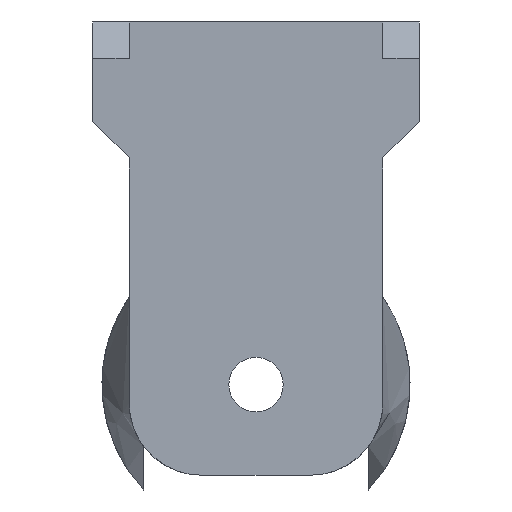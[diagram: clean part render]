
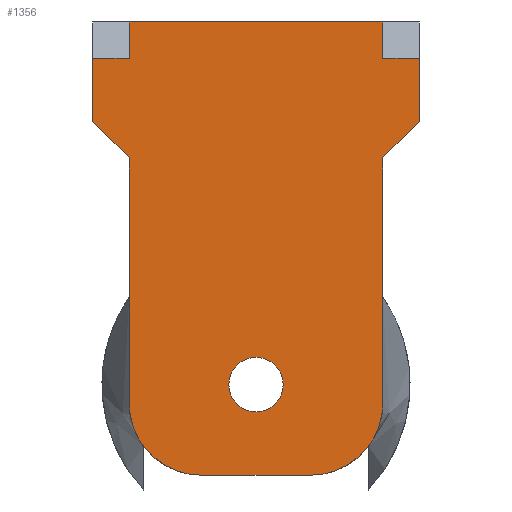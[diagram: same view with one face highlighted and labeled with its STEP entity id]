
A CAD part, front view. The second image highlights one B-rep face of the part: STEP entity #1356.
In plain terms, the highlighted planar face has unit normal (0, -1, 0).
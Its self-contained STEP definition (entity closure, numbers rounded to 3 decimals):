
#20=FACE_BOUND('',#208,.T.);
#70=CIRCLE('',#1478,4.);
#71=CIRCLE('',#1481,4.);
#72=CIRCLE('',#1483,1.5);
#135=FACE_OUTER_BOUND('',#207,.T.);
#207=EDGE_LOOP('',(#1152,#1153,#1154,#1155,#1156,#1157,#1158,#1159,#1160,
#1161,#1162,#1163,#1164,#1165));
#208=EDGE_LOOP('',(#1166));
#321=LINE('',#2258,#460);
#327=LINE('',#2270,#466);
#328=LINE('',#2273,#467);
#331=LINE('',#2278,#470);
#335=LINE('',#2286,#474);
#336=LINE('',#2289,#475);
#341=LINE('',#2299,#480);
#348=LINE('',#2314,#487);
#350=LINE('',#2320,#489);
#351=LINE('',#2321,#490);
#352=LINE('',#2322,#491);
#353=LINE('',#2323,#492);
#460=VECTOR('',#1773,10.);
#466=VECTOR('',#1781,10.);
#467=VECTOR('',#1784,10.);
#470=VECTOR('',#1789,10.);
#474=VECTOR('',#1795,10.);
#475=VECTOR('',#1798,10.);
#480=VECTOR('',#1805,10.);
#487=VECTOR('',#1818,10.);
#489=VECTOR('',#1826,10.);
#490=VECTOR('',#1827,10.);
#491=VECTOR('',#1828,10.);
#492=VECTOR('',#1829,10.);
#622=VERTEX_POINT('',#2254);
#624=VERTEX_POINT('',#2257);
#627=VERTEX_POINT('',#2264);
#629=VERTEX_POINT('',#2268);
#630=VERTEX_POINT('',#2272);
#631=VERTEX_POINT('',#2276);
#634=VERTEX_POINT('',#2284);
#635=VERTEX_POINT('',#2288);
#638=VERTEX_POINT('',#2296);
#639=VERTEX_POINT('',#2298);
#641=VERTEX_POINT('',#2304);
#642=VERTEX_POINT('',#2308);
#644=VERTEX_POINT('',#2312);
#645=VERTEX_POINT('',#2316);
#646=VERTEX_POINT('',#2324);
#798=EDGE_CURVE('',#624,#622,#321,.T.);
#804=EDGE_CURVE('',#627,#629,#327,.T.);
#805=EDGE_CURVE('',#630,#627,#328,.T.);
#808=EDGE_CURVE('',#622,#631,#331,.T.);
#812=EDGE_CURVE('',#629,#634,#335,.T.);
#813=EDGE_CURVE('',#635,#624,#336,.T.);
#818=EDGE_CURVE('',#638,#639,#341,.T.);
#822=EDGE_CURVE('',#641,#638,#70,.F.);
#826=EDGE_CURVE('',#642,#644,#348,.T.);
#827=EDGE_CURVE('',#642,#645,#71,.F.);
#829=EDGE_CURVE('',#639,#634,#350,.F.);
#830=EDGE_CURVE('',#641,#645,#351,.T.);
#831=EDGE_CURVE('',#635,#644,#352,.F.);
#832=EDGE_CURVE('',#631,#630,#353,.T.);
#833=EDGE_CURVE('',#646,#646,#72,.T.);
#1152=ORIENTED_EDGE('',*,*,#804,.T.);
#1153=ORIENTED_EDGE('',*,*,#812,.T.);
#1154=ORIENTED_EDGE('',*,*,#829,.F.);
#1155=ORIENTED_EDGE('',*,*,#818,.F.);
#1156=ORIENTED_EDGE('',*,*,#822,.F.);
#1157=ORIENTED_EDGE('',*,*,#830,.T.);
#1158=ORIENTED_EDGE('',*,*,#827,.F.);
#1159=ORIENTED_EDGE('',*,*,#826,.T.);
#1160=ORIENTED_EDGE('',*,*,#831,.F.);
#1161=ORIENTED_EDGE('',*,*,#813,.T.);
#1162=ORIENTED_EDGE('',*,*,#798,.T.);
#1163=ORIENTED_EDGE('',*,*,#808,.T.);
#1164=ORIENTED_EDGE('',*,*,#832,.T.);
#1165=ORIENTED_EDGE('',*,*,#805,.T.);
#1166=ORIENTED_EDGE('',*,*,#833,.T.);
#1290=PLANE('',#1482);
#1356=ADVANCED_FACE('',(#135,#20),#1290,.F.);
#1478=AXIS2_PLACEMENT_3D('',#2306,#1811,#1812);
#1481=AXIS2_PLACEMENT_3D('',#2317,#1821,#1822);
#1482=AXIS2_PLACEMENT_3D('',#2319,#1824,#1825);
#1483=AXIS2_PLACEMENT_3D('',#2325,#1830,#1831);
#1773=DIRECTION('',(-1.,0.,0.));
#1781=DIRECTION('',(-1.,0.,0.));
#1784=DIRECTION('',(0.,0.,-1.));
#1789=DIRECTION('',(0.,0.,1.));
#1795=DIRECTION('',(0.,0.,-1.));
#1798=DIRECTION('',(0.,0.,1.));
#1805=DIRECTION('',(0.,0.,1.));
#1811=DIRECTION('center_axis',(0.,-1.,0.));
#1812=DIRECTION('ref_axis',(-0.707,0.,-0.707));
#1818=DIRECTION('',(0.,0.,1.));
#1821=DIRECTION('center_axis',(0.,-1.,0.));
#1822=DIRECTION('ref_axis',(0.707,0.,-0.707));
#1824=DIRECTION('center_axis',(0.,1.,0.));
#1825=DIRECTION('ref_axis',(0.,0.,1.));
#1826=DIRECTION('',(0.707,0.,-0.707));
#1827=DIRECTION('',(1.,0.,0.));
#1828=DIRECTION('',(0.707,0.,0.707));
#1829=DIRECTION('',(-1.,0.,0.));
#1830=DIRECTION('center_axis',(0.,1.,0.));
#1831=DIRECTION('ref_axis',(0.,0.,-1.));
#2254=CARTESIAN_POINT('',(18.558,3.2,5.692));
#2257=CARTESIAN_POINT('',(20.558,3.2,5.692));
#2258=CARTESIAN_POINT('',(16.058,3.2,5.692));
#2264=CARTESIAN_POINT('',(4.558,3.2,5.692));
#2268=CARTESIAN_POINT('',(2.558,3.2,5.692));
#2270=CARTESIAN_POINT('',(8.058,3.2,5.692));
#2272=CARTESIAN_POINT('',(4.558,3.2,7.692));
#2273=CARTESIAN_POINT('',(4.558,3.2,3.692));
#2276=CARTESIAN_POINT('',(18.558,3.2,7.692));
#2278=CARTESIAN_POINT('',(18.558,3.2,2.692));
#2284=CARTESIAN_POINT('',(2.558,3.2,2.192));
#2286=CARTESIAN_POINT('',(2.558,3.2,-11.31));
#2288=CARTESIAN_POINT('',(20.558,3.2,2.192));
#2289=CARTESIAN_POINT('',(20.558,3.2,1.19));
#2296=CARTESIAN_POINT('',(4.558,3.2,-13.308));
#2298=CARTESIAN_POINT('',(4.558,3.2,0.192));
#2299=CARTESIAN_POINT('',(4.558,3.2,-17.308));
#2304=CARTESIAN_POINT('',(8.558,3.2,-17.308));
#2306=CARTESIAN_POINT('Origin',(8.558,3.2,-13.308));
#2308=CARTESIAN_POINT('',(18.558,3.2,-13.308));
#2312=CARTESIAN_POINT('',(18.558,3.2,0.192));
#2314=CARTESIAN_POINT('',(18.558,3.2,-17.308));
#2316=CARTESIAN_POINT('',(14.558,3.2,-17.308));
#2317=CARTESIAN_POINT('Origin',(14.558,3.2,-13.308));
#2319=CARTESIAN_POINT('Origin',(11.558,3.2,-0.308));
#2320=CARTESIAN_POINT('',(7.933,3.2,-3.183));
#2321=CARTESIAN_POINT('',(16.058,3.2,-17.308));
#2322=CARTESIAN_POINT('',(14.683,3.2,-3.683));
#2323=CARTESIAN_POINT('',(7.058,3.2,7.692));
#2324=CARTESIAN_POINT('',(11.558,3.2,-10.808));
#2325=CARTESIAN_POINT('Origin',(11.558,3.2,-12.308));
